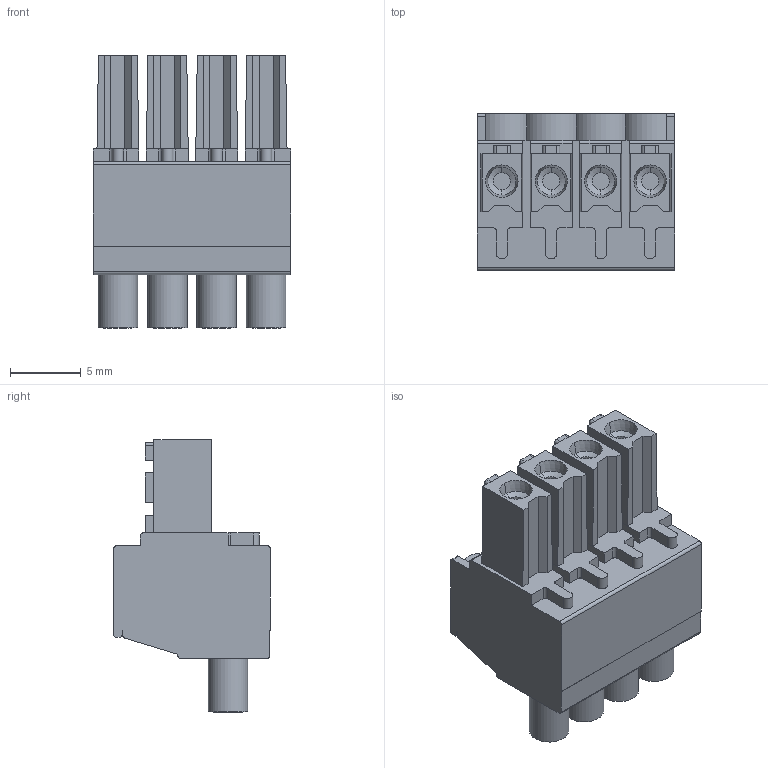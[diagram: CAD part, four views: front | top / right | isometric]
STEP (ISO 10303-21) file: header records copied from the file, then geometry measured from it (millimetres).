
FILE_DESCRIPTION(('FreeCAD Model'),'2;1');
FILE_NAME('Open CASCADE Shape Model','2024-05-06T15:41:57',(''),(''), 'Open CASCADE STEP processor 7.6','FreeCAD','Unknown');
FILE_SCHEMA(('AUTOMOTIVE_DESIGN { 1 0 10303 214 1 1 1 1 }'));
Length unit declared in the file: millimetre
Products named in the file (8): Unnamed; Cylinder005; Cylinder004; Cylinder003; Cylinder002; Array001; Cylinder001; Cut
Assembly tree (10 placements, depth 3):
  Unnamed
    Cylinder005
    Cylinder004
    Cylinder003
    Cylinder002
    Array001
      Cylinder001  x4
    Cut
Bounding box: 14 x 11.1 x 19.3 mm (x, y, z)
Volume: 1573.9 mm3; surface area: 2039.2 mm2
Topology: 9 solids, 9 shells, 407 faces, 967 edges, 614 vertices
Faces by surface type: plane 239, cylinder 120, torus 24, cone 24
Full cylindrical faces by diameter (mm): 2 x4, 2.4 x4, 2.8 x4
Entity records: 29515 total; most frequent: CARTESIAN_POINT 9619, DIRECTION 3662, LINE 2166, VECTOR 2166, ORIENTED_EDGE 1916, PCURVE 1916, DEFINITIONAL_REPRESENTATION 1916, EDGE_CURVE 958
